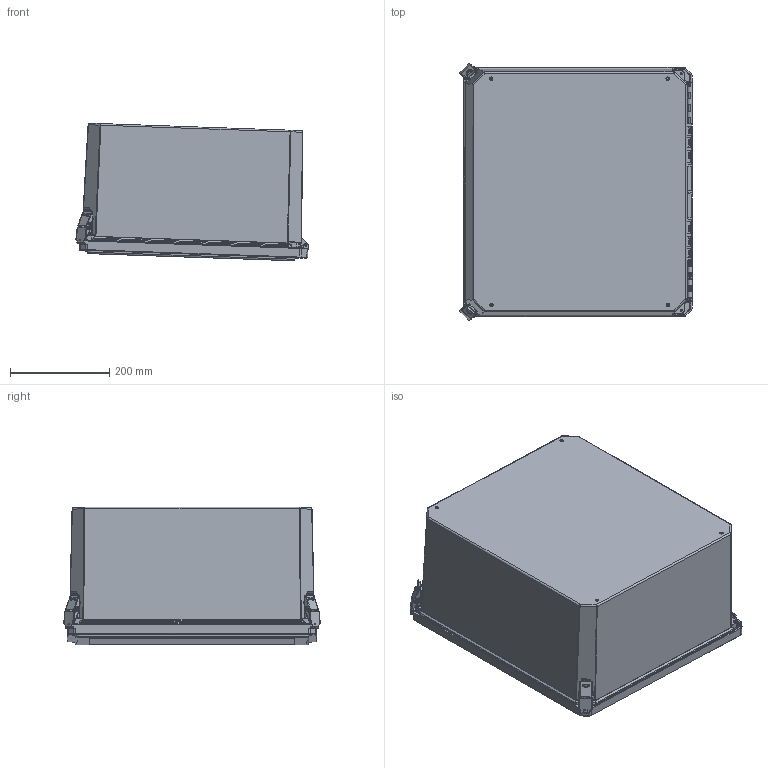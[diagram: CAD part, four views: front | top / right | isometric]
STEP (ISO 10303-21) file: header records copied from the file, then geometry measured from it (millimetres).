
FILE_DESCRIPTION (( 'STEP AP214' ), '1' );
FILE_NAME ('FRW181610HPL.STEP', '2021-10-07T17:04:56', ( '' ), ( '' ), 'SwSTEP 2.0', 'SolidWorks 2021', '' );
FILE_SCHEMA (( 'AUTOMOTIVE_DESIGN' ));
Length unit declared in the file: inch
Products named in the file (1): FRW181610HPL
Bounding box: 468.16 x 516.85 x 277.14 mm (x, y, z)
Volume: 4662112.5 mm3; surface area: 1954789.1 mm2
Topology: 30 solids, 30 shells, 2522 faces, 6417 edges, 3895 vertices
Faces by surface type: cylinder 1074, plane 827, bspline 351, torus 180, cone 61, sphere 29
Entity records: 101945 total; most frequent: CARTESIAN_POINT 45404, ORIENTED_EDGE 12674, DIRECTION 10162, EDGE_CURVE 6337, VERTEX_POINT 3890, AXIS2_PLACEMENT_3D 3559, VECTOR 3044, LINE 3044
